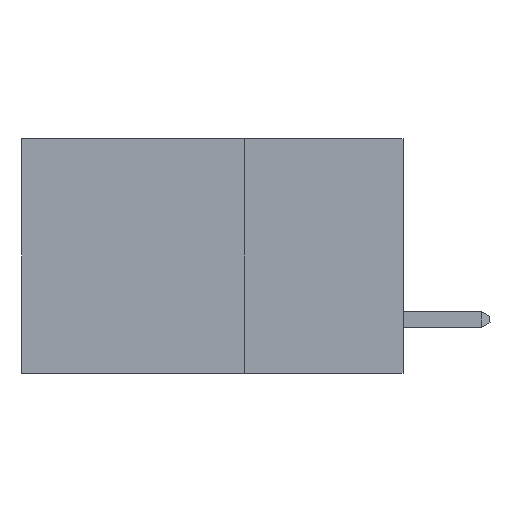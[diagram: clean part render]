
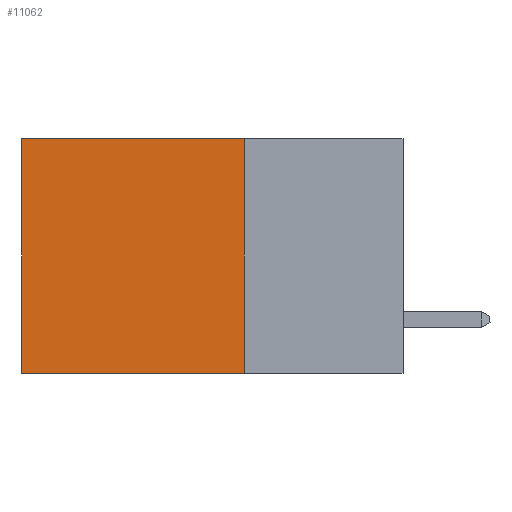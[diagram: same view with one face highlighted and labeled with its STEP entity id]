
A CAD part, left-side view. The second image highlights one B-rep face of the part: STEP entity #11062.
In plain terms, the highlighted planar face has unit normal (-1, 0, 0).
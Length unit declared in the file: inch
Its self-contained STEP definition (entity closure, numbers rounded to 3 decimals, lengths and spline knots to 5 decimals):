
#97 = AXIS2_PLACEMENT_3D ( 'NONE', #31327, #11691, #28933 ) ;
#2778 = LINE ( 'NONE', #26708, #22663 ) ;
#5093 = DIRECTION ( 'NONE',  ( 0., 0., -1. ) ) ;
#5145 = VERTEX_POINT ( 'NONE', #29760 ) ;
#5152 = VECTOR ( 'NONE', #5093, 39.37008 ) ;
#5653 = EDGE_CURVE ( 'NONE', #5145, #19108, #2778, .T. ) ;
#6038 = ORIENTED_EDGE ( 'NONE', *, *, #23046, .F. ) ;
#6296 = DIRECTION ( 'NONE',  ( 0., 1., 0. ) ) ;
#8320 = VECTOR ( 'NONE', #6296, 39.37008 ) ;
#8415 = CARTESIAN_POINT ( 'NONE',  ( 0.2875, 0.25, 0. ) ) ;
#9426 = DIRECTION ( 'NONE',  ( 0., 1., 0. ) ) ;
#10742 = ORIENTED_EDGE ( 'NONE', *, *, #24291, .T. ) ;
#11062 = ADVANCED_FACE ( 'NONE', ( #16888 ), #19059, .F. ) ;
#11691 = DIRECTION ( 'NONE',  ( 1., 0., 0. ) ) ;
#12270 = VECTOR ( 'NONE', #25048, 39.37008 ) ;
#13698 = EDGE_LOOP ( 'NONE', ( #10742, #19602, #6038, #19449 ) ) ;
#14746 = VERTEX_POINT ( 'NONE', #23177 ) ;
#15250 = CARTESIAN_POINT ( 'NONE',  ( 0.2875, 0.25, 0. ) ) ;
#15526 = EDGE_CURVE ( 'NONE', #16746, #14746, #19948, .T. ) ;
#16290 = CARTESIAN_POINT ( 'NONE',  ( 0.2875, 0.25, 0. ) ) ;
#16746 = VERTEX_POINT ( 'NONE', #8415 ) ;
#16888 = FACE_OUTER_BOUND ( 'NONE', #13698, .T. ) ;
#19059 = PLANE ( 'NONE',  #97 ) ;
#19108 = VERTEX_POINT ( 'NONE', #31847 ) ;
#19449 = ORIENTED_EDGE ( 'NONE', *, *, #15526, .T. ) ;
#19602 = ORIENTED_EDGE ( 'NONE', *, *, #5653, .F. ) ;
#19948 = LINE ( 'NONE', #16290, #8320 ) ;
#19995 = CARTESIAN_POINT ( 'NONE',  ( 0.2875, 0.6, 0. ) ) ;
#22663 = VECTOR ( 'NONE', #9426, 39.37008 ) ;
#23046 = EDGE_CURVE ( 'NONE', #16746, #5145, #24631, .T. ) ;
#23177 = CARTESIAN_POINT ( 'NONE',  ( 0.2875, 0.6, 0. ) ) ;
#23430 = LINE ( 'NONE', #19995, #5152 ) ;
#24291 = EDGE_CURVE ( 'NONE', #14746, #19108, #23430, .T. ) ;
#24631 = LINE ( 'NONE', #15250, #12270 ) ;
#25048 = DIRECTION ( 'NONE',  ( 0., 0., -1. ) ) ;
#26708 = CARTESIAN_POINT ( 'NONE',  ( 0.2875, 0.25, -0.37 ) ) ;
#28933 = DIRECTION ( 'NONE',  ( 0., 0., -1. ) ) ;
#29760 = CARTESIAN_POINT ( 'NONE',  ( 0.2875, 0.25, -0.37 ) ) ;
#31327 = CARTESIAN_POINT ( 'NONE',  ( 0.2875, 0.25, 0. ) ) ;
#31847 = CARTESIAN_POINT ( 'NONE',  ( 0.2875, 0.6, -0.37 ) ) ;
